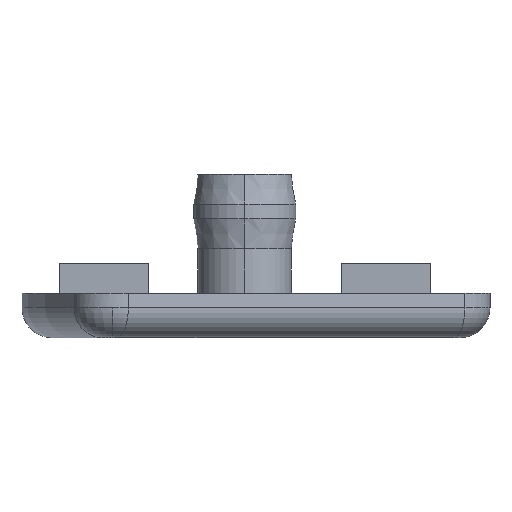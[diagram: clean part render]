
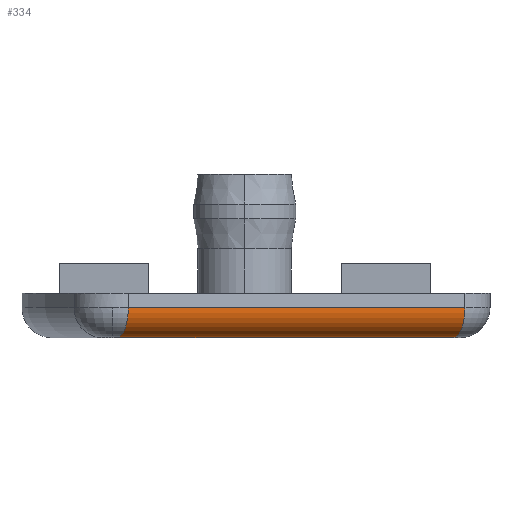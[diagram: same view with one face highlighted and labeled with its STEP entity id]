
A CAD part, left-side view. The second image highlights one B-rep face of the part: STEP entity #334.
In plain terms, the highlighted cylindrical face has radius 2 mm (diameter 4 mm), a partial arc.
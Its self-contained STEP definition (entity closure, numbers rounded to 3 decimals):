
#2 = ORIENTED_EDGE ( 'NONE', *, *, #1422, .T. ) ;
#72 = CARTESIAN_POINT ( 'NONE',  ( -10.609, -14.074, -3. ) ) ;
#164 = ORIENTED_EDGE ( 'NONE', *, *, #333, .F. ) ;
#213 = AXIS2_PLACEMENT_3D ( 'NONE', #1097, #1539, #1083 ) ;
#333 = EDGE_CURVE ( 'NONE', #495, #753, #642, .T. ) ;
#334 = ADVANCED_FACE ( 'NONE', ( #1766 ), #497, .T. ) ;
#398 = CIRCLE ( 'NONE', #213, 2. ) ;
#495 = VERTEX_POINT ( 'NONE', #1825 ) ;
#497 = CYLINDRICAL_SURFACE ( 'NONE', #1526, 2. ) ;
#498 = CIRCLE ( 'NONE', #1440, 2. ) ;
#564 = VERTEX_POINT ( 'NONE', #72 ) ;
#589 = VERTEX_POINT ( 'NONE', #1636 ) ;
#642 = LINE ( 'NONE', #1188, #645 ) ;
#645 = VECTOR ( 'NONE', #1040, 1000. ) ;
#665 = EDGE_CURVE ( 'NONE', #753, #564, #498, .T. ) ;
#672 = DIRECTION ( 'NONE',  ( 0.383, -0.924, 0. ) ) ;
#753 = VERTEX_POINT ( 'NONE', #1748 ) ;
#784 = CARTESIAN_POINT ( 'NONE',  ( -10.609, -14.074, -1. ) ) ;
#837 = EDGE_CURVE ( 'NONE', #589, #564, #844, .T. ) ;
#844 = LINE ( 'NONE', #1566, #1205 ) ;
#864 = DIRECTION ( 'NONE',  ( 0.383, -0.924, 0. ) ) ;
#1040 = DIRECTION ( 'NONE',  ( 0.383, -0.924, 0. ) ) ;
#1062 = DIRECTION ( 'NONE',  ( -0.383, 0.924, 0. ) ) ;
#1083 = DIRECTION ( 'NONE',  ( -0.924, -0.383, 0. ) ) ;
#1097 = CARTESIAN_POINT ( 'NONE',  ( -20.004, 8.608, -1. ) ) ;
#1168 = CARTESIAN_POINT ( 'NONE',  ( -10.609, -14.074, -1. ) ) ;
#1188 = CARTESIAN_POINT ( 'NONE',  ( -17.154, -3.499, -1. ) ) ;
#1205 = VECTOR ( 'NONE', #864, 1000. ) ;
#1340 = DIRECTION ( 'NONE',  ( -0.924, -0.383, 0. ) ) ;
#1422 = EDGE_CURVE ( 'NONE', #495, #589, #398, .T. ) ;
#1440 = AXIS2_PLACEMENT_3D ( 'NONE', #784, #672, #1340 ) ;
#1498 = EDGE_LOOP ( 'NONE', ( #2, #1822, #1730, #164 ) ) ;
#1526 = AXIS2_PLACEMENT_3D ( 'NONE', #1168, #1062, #1594 ) ;
#1539 = DIRECTION ( 'NONE',  ( 0.383, -0.924, 0. ) ) ;
#1566 = CARTESIAN_POINT ( 'NONE',  ( -15.306, -2.733, -3. ) ) ;
#1594 = DIRECTION ( 'NONE',  ( -0.924, -0.383, 0. ) ) ;
#1636 = CARTESIAN_POINT ( 'NONE',  ( -20.004, 8.608, -3. ) ) ;
#1730 = ORIENTED_EDGE ( 'NONE', *, *, #665, .F. ) ;
#1748 = CARTESIAN_POINT ( 'NONE',  ( -12.456, -14.84, -1. ) ) ;
#1766 = FACE_OUTER_BOUND ( 'NONE', #1498, .T. ) ;
#1822 = ORIENTED_EDGE ( 'NONE', *, *, #837, .T. ) ;
#1825 = CARTESIAN_POINT ( 'NONE',  ( -21.851, 7.842, -1. ) ) ;
